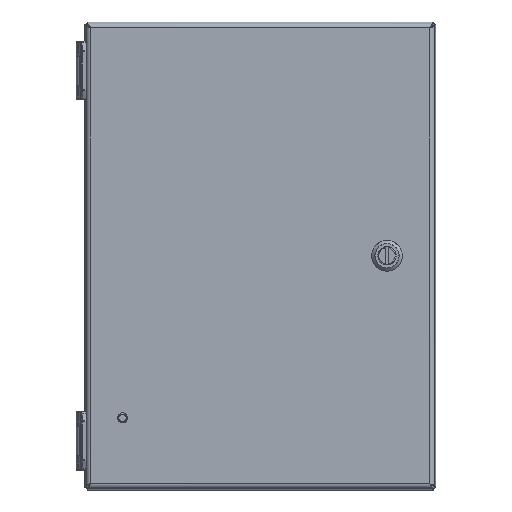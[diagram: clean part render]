
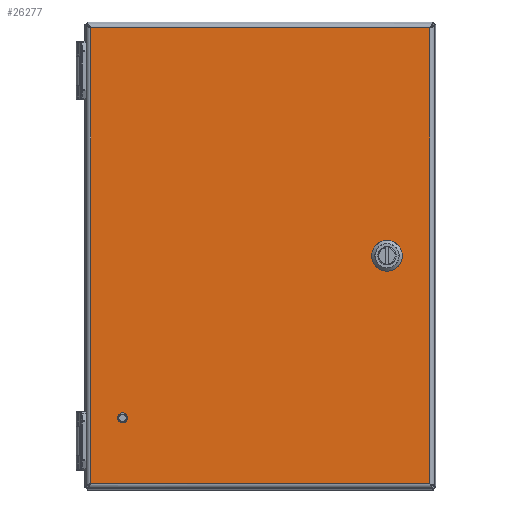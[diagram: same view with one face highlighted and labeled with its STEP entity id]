
A CAD part, top view. The second image highlights one B-rep face of the part: STEP entity #26277.
In plain terms, the highlighted planar face has unit normal (0, 0, 1).
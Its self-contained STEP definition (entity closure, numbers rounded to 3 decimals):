
#1502 = VECTOR ( 'NONE', #67087, 39.37 ) ;
#1585 = AXIS2_PLACEMENT_3D ( 'NONE', #97920, #9539, #53408 ) ;
#3466 = VECTOR ( 'NONE', #23827, 39.37 ) ;
#4580 = ORIENTED_EDGE ( 'NONE', *, *, #63272, .T. ) ;
#5436 = VERTEX_POINT ( 'NONE', #34507 ) ;
#6528 = CARTESIAN_POINT ( 'NONE',  ( 0., -5.85, 6.185 ) ) ;
#6880 = AXIS2_PLACEMENT_3D ( 'NONE', #84520, #83939, #38861 ) ;
#8151 = VECTOR ( 'NONE', #14325, 39.37 ) ;
#8966 = FACE_OUTER_BOUND ( 'NONE', #58075, .T. ) ;
#9539 = DIRECTION ( 'NONE',  ( 0., 0., 1. ) ) ;
#9825 = ORIENTED_EDGE ( 'NONE', *, *, #15544, .T. ) ;
#10924 = ORIENTED_EDGE ( 'NONE', *, *, #109196, .T. ) ;
#11006 = DIRECTION ( 'NONE',  ( 0.707, -0.707, 0. ) ) ;
#11401 = CARTESIAN_POINT ( 'NONE',  ( 4.35, 0., 6.185 ) ) ;
#14325 = DIRECTION ( 'NONE',  ( -0.707, -0.707, 0. ) ) ;
#15385 = CARTESIAN_POINT ( 'NONE',  ( 4.35, -5.85, 6.185 ) ) ;
#15544 = EDGE_CURVE ( 'NONE', #42947, #38622, #113479, .T. ) ;
#16874 = DIRECTION ( 'NONE',  ( 1., 0., 0. ) ) ;
#17344 = ORIENTED_EDGE ( 'NONE', *, *, #74800, .T. ) ;
#19283 = CIRCLE ( 'NONE', #65974, 0.32 ) ;
#20818 = EDGE_CURVE ( 'NONE', #77944, #28043, #48502, .T. ) ;
#21490 = CARTESIAN_POINT ( 'NONE',  ( 4.35, 5.85, 6.185 ) ) ;
#23827 = DIRECTION ( 'NONE',  ( -0.707, 0.707, 0. ) ) ;
#25075 = CARTESIAN_POINT ( 'NONE',  ( 3.252, 0., 6.185 ) ) ;
#25140 = CARTESIAN_POINT ( 'NONE',  ( 3.56, -0.088, 6.185 ) ) ;
#25940 = CARTESIAN_POINT ( 'NONE',  ( 3.164, -0.308, 6.185 ) ) ;
#26190 = VERTEX_POINT ( 'NONE', #25940 ) ;
#26277 = ADVANCED_FACE ( 'NONE', ( #89715, #62189, #8966 ), #34725, .T. ) ;
#26315 = CARTESIAN_POINT ( 'NONE',  ( 2.945, 0.088, 6.185 ) ) ;
#26670 = ORIENTED_EDGE ( 'NONE', *, *, #64961, .T. ) ;
#28043 = VERTEX_POINT ( 'NONE', #25140 ) ;
#28925 = VECTOR ( 'NONE', #99855, 39.37 ) ;
#29774 = AXIS2_PLACEMENT_3D ( 'NONE', #25075, #60743, #16874 ) ;
#31461 = CARTESIAN_POINT ( 'NONE',  ( 3.56, 0.088, 6.185 ) ) ;
#33024 = VERTEX_POINT ( 'NONE', #15385 ) ;
#33112 = ORIENTED_EDGE ( 'NONE', *, *, #20818, .T. ) ;
#33682 = VECTOR ( 'NONE', #77926, 39.37 ) ;
#33957 = ORIENTED_EDGE ( 'NONE', *, *, #34859, .T. ) ;
#34224 = DIRECTION ( 'NONE',  ( 1., 0., 0. ) ) ;
#34507 = CARTESIAN_POINT ( 'NONE',  ( -4.35, -5.85, 6.185 ) ) ;
#34725 = PLANE ( 'NONE',  #1585 ) ;
#34859 = EDGE_CURVE ( 'NONE', #28043, #82623, #103849, .T. ) ;
#35078 = LINE ( 'NONE', #45975, #28925 ) ;
#35643 = ORIENTED_EDGE ( 'NONE', *, *, #92707, .T. ) ;
#37360 = CARTESIAN_POINT ( 'NONE',  ( 3.341, 0.308, 6.185 ) ) ;
#37382 = EDGE_CURVE ( 'NONE', #51395, #5436, #35078, .T. ) ;
#37852 = CARTESIAN_POINT ( 'NONE',  ( 0., 5.85, 6.185 ) ) ;
#38622 = VERTEX_POINT ( 'NONE', #26315 ) ;
#38861 = DIRECTION ( 'NONE',  ( 1., 0., 0. ) ) ;
#40820 = CARTESIAN_POINT ( 'NONE',  ( 3.164, -0.308, 6.185 ) ) ;
#41068 = LINE ( 'NONE', #6528, #33682 ) ;
#42947 = VERTEX_POINT ( 'NONE', #60780 ) ;
#42991 = DIRECTION ( 'NONE',  ( 0., 0., -1. ) ) ;
#43178 = EDGE_LOOP ( 'NONE', ( #57525 ) ) ;
#43559 = CARTESIAN_POINT ( 'NONE',  ( 3.252, 0., 6.185 ) ) ;
#45305 = CARTESIAN_POINT ( 'NONE',  ( 3.164, 0.308, 6.185 ) ) ;
#45975 = CARTESIAN_POINT ( 'NONE',  ( -4.35, 0., 6.185 ) ) ;
#46268 = AXIS2_PLACEMENT_3D ( 'NONE', #94391, #85025, #49881 ) ;
#47413 = VECTOR ( 'NONE', #101944, 39.37 ) ;
#47505 = LINE ( 'NONE', #82073, #47413 ) ;
#48251 = DIRECTION ( 'NONE',  ( 0., 1., 0. ) ) ;
#48502 = CIRCLE ( 'NONE', #29774, 0.32 ) ;
#49881 = DIRECTION ( 'NONE',  ( 1., 0., 0. ) ) ;
#50296 = VECTOR ( 'NONE', #48251, 39.37 ) ;
#51395 = VERTEX_POINT ( 'NONE', #115677 ) ;
#52333 = CARTESIAN_POINT ( 'NONE',  ( 3.252, 0., 6.185 ) ) ;
#53408 = DIRECTION ( 'NONE',  ( 1., 0., 0. ) ) ;
#54212 = CARTESIAN_POINT ( 'NONE',  ( -3.438, -4.16, 6.185 ) ) ;
#55623 = VECTOR ( 'NONE', #11006, 39.37 ) ;
#57525 = ORIENTED_EDGE ( 'NONE', *, *, #72104, .T. ) ;
#58075 = EDGE_LOOP ( 'NONE', ( #107029, #114226, #35643, #4580 ) ) ;
#59352 = CARTESIAN_POINT ( 'NONE',  ( 3.56, -0.088, 6.185 ) ) ;
#59374 = DIRECTION ( 'NONE',  ( 1., 0., 0. ) ) ;
#60743 = DIRECTION ( 'NONE',  ( 0., 0., -1. ) ) ;
#60780 = CARTESIAN_POINT ( 'NONE',  ( 2.945, -0.088, 6.185 ) ) ;
#62189 = FACE_BOUND ( 'NONE', #43178, .T. ) ;
#63049 = CIRCLE ( 'NONE', #46268, 0.32 ) ;
#63272 = EDGE_CURVE ( 'NONE', #99682, #51395, #82917, .T. ) ;
#63571 = ORIENTED_EDGE ( 'NONE', *, *, #106404, .T. ) ;
#64253 = LINE ( 'NONE', #107006, #55623 ) ;
#64961 = EDGE_CURVE ( 'NONE', #26190, #42947, #68891, .T. ) ;
#65974 = AXIS2_PLACEMENT_3D ( 'NONE', #43559, #87457, #59374 ) ;
#67087 = DIRECTION ( 'NONE',  ( -1., 0., 0. ) ) ;
#68891 = LINE ( 'NONE', #40820, #3466 ) ;
#69968 = VERTEX_POINT ( 'NONE', #45305 ) ;
#72104 = EDGE_CURVE ( 'NONE', #105751, #105751, #90980, .T. ) ;
#74800 = EDGE_CURVE ( 'NONE', #82165, #77944, #64253, .T. ) ;
#75193 = EDGE_CURVE ( 'NONE', #82623, #26190, #63049, .T. ) ;
#77926 = DIRECTION ( 'NONE',  ( 1., 0., 0. ) ) ;
#77944 = VERTEX_POINT ( 'NONE', #31461 ) ;
#82073 = CARTESIAN_POINT ( 'NONE',  ( 2.945, 0.088, 6.185 ) ) ;
#82131 = EDGE_LOOP ( 'NONE', ( #9825, #10924, #63571, #17344, #33112, #33957, #115095, #26670 ) ) ;
#82165 = VERTEX_POINT ( 'NONE', #37360 ) ;
#82623 = VERTEX_POINT ( 'NONE', #110101 ) ;
#82917 = LINE ( 'NONE', #37852, #1502 ) ;
#83939 = DIRECTION ( 'NONE',  ( 0., 0., -1. ) ) ;
#84520 = CARTESIAN_POINT ( 'NONE',  ( -3.535, -4.16, 6.185 ) ) ;
#84993 = EDGE_CURVE ( 'NONE', #5436, #33024, #41068, .T. ) ;
#85025 = DIRECTION ( 'NONE',  ( 0., 0., -1. ) ) ;
#87457 = DIRECTION ( 'NONE',  ( 0., 0., -1. ) ) ;
#89715 = FACE_BOUND ( 'NONE', #82131, .T. ) ;
#90980 = CIRCLE ( 'NONE', #6880, 0.096 ) ;
#92707 = EDGE_CURVE ( 'NONE', #33024, #99682, #93335, .T. ) ;
#93335 = LINE ( 'NONE', #11401, #50296 ) ;
#94391 = CARTESIAN_POINT ( 'NONE',  ( 3.252, 0., 6.185 ) ) ;
#97920 = CARTESIAN_POINT ( 'NONE',  ( 0., 0., 6.185 ) ) ;
#99682 = VERTEX_POINT ( 'NONE', #21490 ) ;
#99855 = DIRECTION ( 'NONE',  ( 0., -1., 0. ) ) ;
#101944 = DIRECTION ( 'NONE',  ( 0.707, 0.707, 0. ) ) ;
#103849 = LINE ( 'NONE', #59352, #8151 ) ;
#104150 = AXIS2_PLACEMENT_3D ( 'NONE', #52333, #42991, #34224 ) ;
#105751 = VERTEX_POINT ( 'NONE', #54212 ) ;
#106404 = EDGE_CURVE ( 'NONE', #69968, #82165, #19283, .T. ) ;
#107006 = CARTESIAN_POINT ( 'NONE',  ( 3.341, 0.308, 6.185 ) ) ;
#107029 = ORIENTED_EDGE ( 'NONE', *, *, #37382, .T. ) ;
#109196 = EDGE_CURVE ( 'NONE', #38622, #69968, #47505, .T. ) ;
#110101 = CARTESIAN_POINT ( 'NONE',  ( 3.341, -0.308, 6.185 ) ) ;
#113479 = CIRCLE ( 'NONE', #104150, 0.32 ) ;
#114226 = ORIENTED_EDGE ( 'NONE', *, *, #84993, .T. ) ;
#115095 = ORIENTED_EDGE ( 'NONE', *, *, #75193, .T. ) ;
#115677 = CARTESIAN_POINT ( 'NONE',  ( -4.35, 5.85, 6.185 ) ) ;
